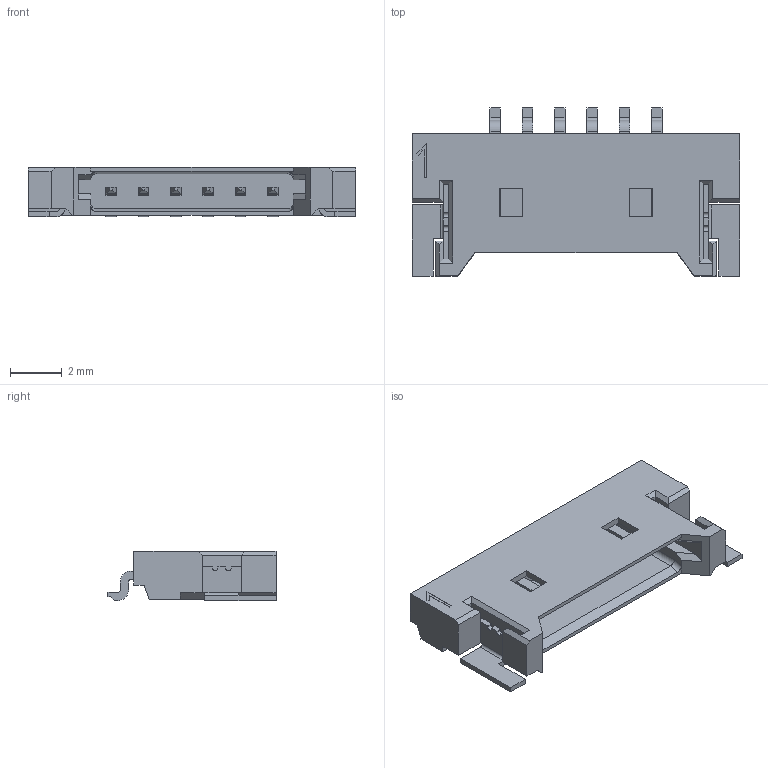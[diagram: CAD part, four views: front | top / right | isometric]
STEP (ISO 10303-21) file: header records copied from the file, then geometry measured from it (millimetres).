
FILE_DESCRIPTION(('FreeCAD Model'),'2;1');
FILE_NAME('Molex_Panelmate-53780-0670_02x1.25mm_Angled.step', '2016-05-12T10:39:55',('Author'),(''), 'Open CASCADE STEP processor 6.8','FreeCAD','Unknown');
FILE_SCHEMA(('AUTOMOTIVE_DESIGN_CC2 { 1 2 10303 214 -1 1 5 4 }'));
Length unit declared in the file: millimetre
Products named in the file (5): ASSEMBLY; pinGrey0671; mount0671; body0671; pinGold0671
Assembly tree (4 placements, depth 2):
  ASSEMBLY
    pinGrey0671
    mount0671
    body0671
    pinGold0671
Bounding box: 12.65 x 6.5 x 1.9 mm (x, y, z)
Volume: 61.1 mm3; surface area: 317.1 mm2
Topology: 15 solids, 15 shells, 306 faces, 779 edges, 504 vertices
Faces by surface type: plane 266, cylinder 40
Entity records: 23312 total; most frequent: CARTESIAN_POINT 7596, DIRECTION 2793, LINE 1997, VECTOR 1997, ORIENTED_EDGE 1558, PCURVE 1558, DEFINITIONAL_REPRESENTATION 1558, EDGE_CURVE 779
